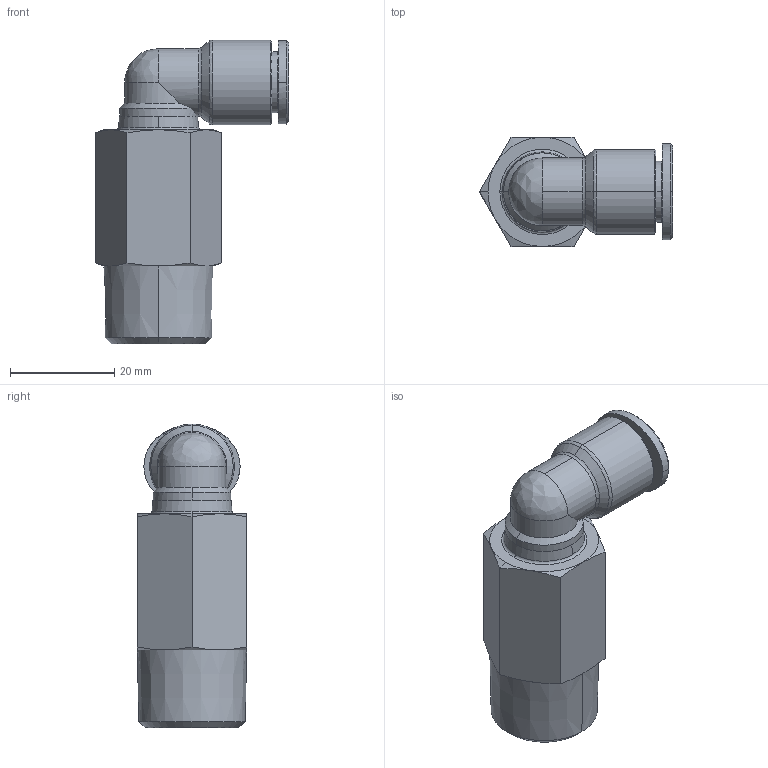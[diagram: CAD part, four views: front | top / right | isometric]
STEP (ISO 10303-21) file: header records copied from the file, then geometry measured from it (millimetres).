
FILE_DESCRIPTION (( 'STEP AP214' ), '1' );
FILE_NAME ('PLL10-04.stp', '2015-09-10T08:08:09', ( '' ), ( '' ), 'SwSTEP 2.0', 'SolidWorks 2015', '' );
FILE_SCHEMA (( 'AUTOMOTIVE_DESIGN' ));
Length unit declared in the file: millimetre
Products named in the file (2): ｦ+ﾃｦ1; PLL10-04
Assembly tree (1 placements, depth 2):
  PLL10-04
    ｦ+ﾃｦ1
Bounding box: 37.12 x 21 x 58.45 mm (x, y, z)
Volume: 13996.6 mm3; surface area: 7489.9 mm2
Topology: 1 solids, 1 shells, 452 faces, 1275 edges, 838 vertices
Faces by surface type: plane 388, cone 33, cylinder 15, bspline 12, torus 4
Entity records: 15772 total; most frequent: CARTESIAN_POINT 3495, ORIENTED_EDGE 2544, DIRECTION 2191, EDGE_CURVE 1272, VECTOR 1141, LINE 1141, VERTEX_POINT 838, AXIS2_PLACEMENT_3D 525
